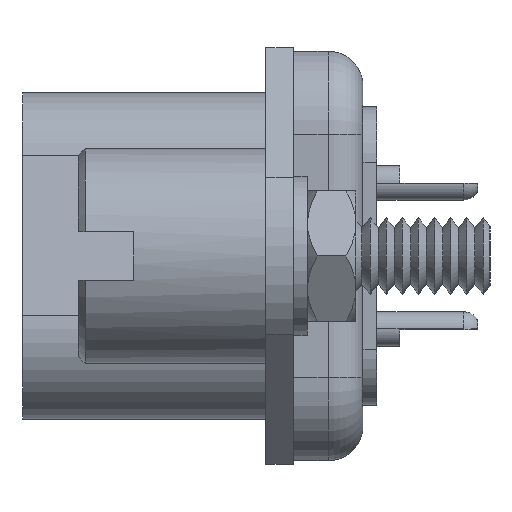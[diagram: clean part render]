
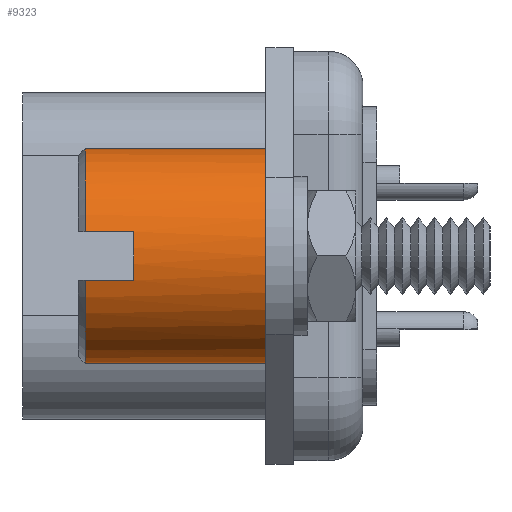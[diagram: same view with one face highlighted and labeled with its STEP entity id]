
A CAD part, left-side view. The second image highlights one B-rep face of the part: STEP entity #9323.
In plain terms, the highlighted cylindrical face has radius 3.937 mm (diameter 7.874 mm), a partial arc.
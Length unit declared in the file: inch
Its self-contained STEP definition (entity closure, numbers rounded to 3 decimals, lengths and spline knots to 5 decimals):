
#3070 = CARTESIAN_POINT ( 'NONE',  ( -0.15099, 0.125, -0.03504 ) ) ;
#3071 = DIRECTION ( 'NONE',  ( 0., 0., 1. ) ) ;
#3072 = DIRECTION ( 'NONE',  ( 0., -1., 0. ) ) ;
#3073 = CARTESIAN_POINT ( 'NONE',  ( 0., 0.125, 0. ) ) ;
#3074 = AXIS2_PLACEMENT_3D ( 'NONE', #3073, #3072, #3071 ) ;
#3075 = CIRCLE ( 'NONE', #3074, 0.155 ) ;
#3076 = CARTESIAN_POINT ( 'NONE',  ( 0., 0.125, -0.155 ) ) ;
#3276 = DIRECTION ( 'NONE',  ( 0., -1., 0. ) ) ;
#3277 = VECTOR ( 'NONE', #3276, 39.37008 ) ;
#3278 = CARTESIAN_POINT ( 'NONE',  ( 0., 0., -0.155 ) ) ;
#3279 = LINE ( 'NONE', #3278, #3277 ) ;
#3280 = CARTESIAN_POINT ( 'NONE',  ( 0., -0.135, -0.155 ) ) ;
#3286 = CARTESIAN_POINT ( 'NONE',  ( 0., -0.135, 0.155 ) ) ;
#3287 = DIRECTION ( 'NONE',  ( 0., -1., 0. ) ) ;
#3288 = VECTOR ( 'NONE', #3287, 39.37008 ) ;
#3289 = CARTESIAN_POINT ( 'NONE',  ( 0., 0., 0.155 ) ) ;
#3295 = LINE ( 'NONE', #3289, #3288 ) ;
#3296 = CARTESIAN_POINT ( 'NONE',  ( 0., 0.125, 0.155 ) ) ;
#9245 = ORIENTED_EDGE ( 'NONE', *, *, #9246, .T. ) ;
#9246 = EDGE_CURVE ( 'NONE', #10782, #9247, #16380, .T. ) ;
#9247 = VERTEX_POINT ( 'NONE', #16458 ) ;
#9248 = ORIENTED_EDGE ( 'NONE', *, *, #9249, .F. ) ;
#9249 = EDGE_CURVE ( 'NONE', #9250, #9247, #16457, .T. ) ;
#9250 = VERTEX_POINT ( 'NONE', #16453 ) ;
#9251 = ORIENTED_EDGE ( 'NONE', *, *, #9252, .F. ) ;
#9252 = EDGE_CURVE ( 'NONE', #9253, #9250, #16452, .T. ) ;
#9253 = VERTEX_POINT ( 'NONE', #16447 ) ;
#9277 = EDGE_CURVE ( 'NONE', #10786, #10789, #16479, .T. ) ;
#9308 = ORIENTED_EDGE ( 'NONE', *, *, #9309, .F. ) ;
#9309 = EDGE_CURVE ( 'NONE', #10669, #9253, #16558, .T. ) ;
#9310 = ORIENTED_EDGE ( 'NONE', *, *, #10668, .T. ) ;
#9311 = ORIENTED_EDGE ( 'NONE', *, *, #10791, .T. ) ;
#9312 = ORIENTED_EDGE ( 'NONE', *, *, #9277, .F. ) ;
#9323 = ADVANCED_FACE ( 'NONE', ( #16533 ), #16532, .T. ) ;
#9324 = EDGE_LOOP ( 'NONE', ( #9325, #9245, #9248, #9251, #9308, #9310, #9311, #9312 ) ) ;
#9325 = ORIENTED_EDGE ( 'NONE', *, *, #10785, .F. ) ;
#10666 = VERTEX_POINT ( 'NONE', #3076 ) ;
#10668 = EDGE_CURVE ( 'NONE', #10669, #10666, #3075, .T. ) ;
#10669 = VERTEX_POINT ( 'NONE', #3070 ) ;
#10782 = VERTEX_POINT ( 'NONE', #3296 ) ;
#10785 = EDGE_CURVE ( 'NONE', #10782, #10786, #3295, .T. ) ;
#10786 = VERTEX_POINT ( 'NONE', #3286 ) ;
#10789 = VERTEX_POINT ( 'NONE', #3280 ) ;
#10791 = EDGE_CURVE ( 'NONE', #10666, #10789, #3279, .T. ) ;
#16380 = CIRCLE ( 'NONE', #16462, 0.155 ) ;
#16447 = CARTESIAN_POINT ( 'NONE',  ( -0.15099, 0.055, -0.03504 ) ) ;
#16448 = DIRECTION ( 'NONE',  ( 0., 0., -1. ) ) ;
#16449 = DIRECTION ( 'NONE',  ( 0., 1., 0. ) ) ;
#16450 = CARTESIAN_POINT ( 'NONE',  ( 0., 0.055, 0. ) ) ;
#16451 = AXIS2_PLACEMENT_3D ( 'NONE', #16450, #16449, #16448 ) ;
#16452 = CIRCLE ( 'NONE', #16451, 0.155 ) ;
#16453 = CARTESIAN_POINT ( 'NONE',  ( -0.151, 0.055, 0.035 ) ) ;
#16454 = DIRECTION ( 'NONE',  ( 0., 1., 0. ) ) ;
#16455 = VECTOR ( 'NONE', #16454, 39.37008 ) ;
#16456 = CARTESIAN_POINT ( 'NONE',  ( -0.151, 0., 0.035 ) ) ;
#16457 = LINE ( 'NONE', #16456, #16455 ) ;
#16458 = CARTESIAN_POINT ( 'NONE',  ( -0.151, 0.125, 0.035 ) ) ;
#16459 = DIRECTION ( 'NONE',  ( 0., 0., 1. ) ) ;
#16460 = DIRECTION ( 'NONE',  ( 0., -1., 0. ) ) ;
#16461 = CARTESIAN_POINT ( 'NONE',  ( 0., 0.125, 0. ) ) ;
#16462 = AXIS2_PLACEMENT_3D ( 'NONE', #16461, #16460, #16459 ) ;
#16475 = DIRECTION ( 'NONE',  ( 0., 0., -1. ) ) ;
#16476 = DIRECTION ( 'NONE',  ( 0., -1., 0. ) ) ;
#16477 = CARTESIAN_POINT ( 'NONE',  ( 0., -0.135, 0. ) ) ;
#16478 = AXIS2_PLACEMENT_3D ( 'NONE', #16477, #16476, #16475 ) ;
#16479 = CIRCLE ( 'NONE', #16478, 0.155 ) ;
#16530 = CARTESIAN_POINT ( 'NONE',  ( 0., 0., 0. ) ) ;
#16531 = AXIS2_PLACEMENT_3D ( 'NONE', #16530, #16591, #16590 ) ;
#16532 = CYLINDRICAL_SURFACE ( 'NONE', #16531, 0.155 ) ;
#16533 = FACE_OUTER_BOUND ( 'NONE', #9324, .T. ) ;
#16555 = DIRECTION ( 'NONE',  ( 0., -1., 0. ) ) ;
#16556 = VECTOR ( 'NONE', #16555, 39.37008 ) ;
#16557 = CARTESIAN_POINT ( 'NONE',  ( -0.15099, 0., -0.03504 ) ) ;
#16558 = LINE ( 'NONE', #16557, #16556 ) ;
#16590 = DIRECTION ( 'NONE',  ( 0., 0., -1. ) ) ;
#16591 = DIRECTION ( 'NONE',  ( 0., -1., 0. ) ) ;
